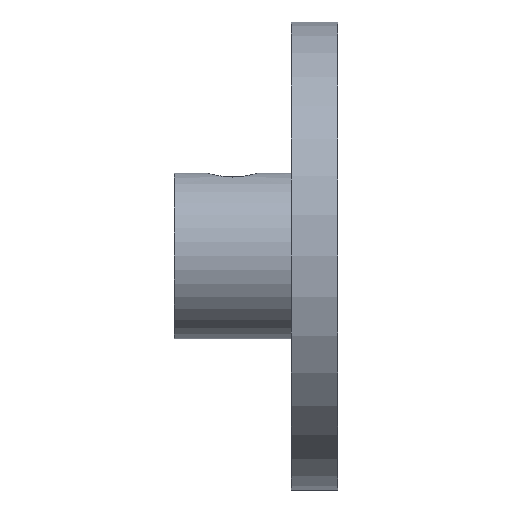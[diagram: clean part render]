
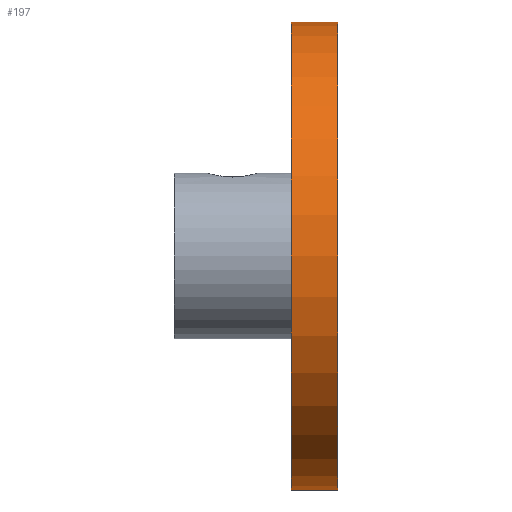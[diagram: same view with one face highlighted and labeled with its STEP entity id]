
A CAD part, left-side view. The second image highlights one B-rep face of the part: STEP entity #197.
In plain terms, the highlighted cylindrical face has radius 12.696 mm (diameter 25.392 mm), a partial arc.
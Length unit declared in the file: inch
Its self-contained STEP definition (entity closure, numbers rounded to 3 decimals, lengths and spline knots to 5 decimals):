
#43 = DIRECTION ( 'NONE',  ( 0., 1., 0. ) ) ;
#69 = DIRECTION ( 'NONE',  ( 0., 0., -1. ) ) ;
#74 = EDGE_LOOP ( 'NONE', ( #361, #632, #495, #546 ) ) ;
#94 = VERTEX_POINT ( 'NONE', #243 ) ;
#123 = CARTESIAN_POINT ( 'NONE',  ( 0., 0.1, 0. ) ) ;
#197 = ADVANCED_FACE ( 'NONE', ( #212 ), #1082, .T. ) ;
#202 = DIRECTION ( 'NONE',  ( 0., 0., 1. ) ) ;
#212 = FACE_OUTER_BOUND ( 'NONE', #74, .T. ) ;
#222 = CIRCLE ( 'NONE', #506, 0.49985 ) ;
#243 = CARTESIAN_POINT ( 'NONE',  ( 0., 0.1, 0.49985 ) ) ;
#246 = VECTOR ( 'NONE', #278, 39.37008 ) ;
#254 = CARTESIAN_POINT ( 'NONE',  ( 0., 0.1, 0. ) ) ;
#263 = VERTEX_POINT ( 'NONE', #1059 ) ;
#278 = DIRECTION ( 'NONE',  ( 0., -1., 0. ) ) ;
#304 = CARTESIAN_POINT ( 'NONE',  ( 0., 0.1, -0.49985 ) ) ;
#361 = ORIENTED_EDGE ( 'NONE', *, *, #1024, .F. ) ;
#473 = EDGE_CURVE ( 'NONE', #621, #94, #976, .T. ) ;
#487 = DIRECTION ( 'NONE',  ( 0., -1., 0. ) ) ;
#495 = ORIENTED_EDGE ( 'NONE', *, *, #744, .T. ) ;
#506 = AXIS2_PLACEMENT_3D ( 'NONE', #534, #43, #620 ) ;
#534 = CARTESIAN_POINT ( 'NONE',  ( 0., 0., 0. ) ) ;
#546 = ORIENTED_EDGE ( 'NONE', *, *, #982, .T. ) ;
#620 = DIRECTION ( 'NONE',  ( 0., 0., 1. ) ) ;
#621 = VERTEX_POINT ( 'NONE', #825 ) ;
#632 = ORIENTED_EDGE ( 'NONE', *, *, #473, .F. ) ;
#651 = LINE ( 'NONE', #304, #944 ) ;
#711 = DIRECTION ( 'NONE',  ( 0., 1., 0. ) ) ;
#728 = CARTESIAN_POINT ( 'NONE',  ( 0., 0., 0.49985 ) ) ;
#744 = EDGE_CURVE ( 'NONE', #621, #263, #651, .T. ) ;
#765 = LINE ( 'NONE', #814, #246 ) ;
#814 = CARTESIAN_POINT ( 'NONE',  ( 0., 0.1, 0.49985 ) ) ;
#825 = CARTESIAN_POINT ( 'NONE',  ( 0., 0.1, -0.49985 ) ) ;
#837 = AXIS2_PLACEMENT_3D ( 'NONE', #254, #487, #69 ) ;
#944 = VECTOR ( 'NONE', #945, 39.37008 ) ;
#945 = DIRECTION ( 'NONE',  ( 0., -1., 0. ) ) ;
#976 = CIRCLE ( 'NONE', #1103, 0.49985 ) ;
#982 = EDGE_CURVE ( 'NONE', #263, #1091, #222, .T. ) ;
#1024 = EDGE_CURVE ( 'NONE', #94, #1091, #765, .T. ) ;
#1059 = CARTESIAN_POINT ( 'NONE',  ( 0., 0., -0.49985 ) ) ;
#1082 = CYLINDRICAL_SURFACE ( 'NONE', #837, 0.49985 ) ;
#1091 = VERTEX_POINT ( 'NONE', #728 ) ;
#1103 = AXIS2_PLACEMENT_3D ( 'NONE', #123, #711, #202 ) ;
